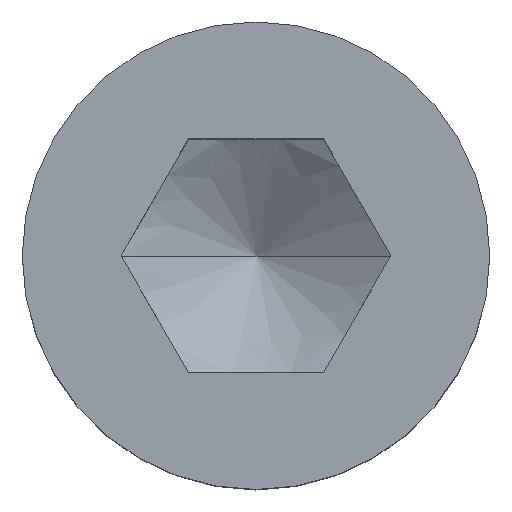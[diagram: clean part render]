
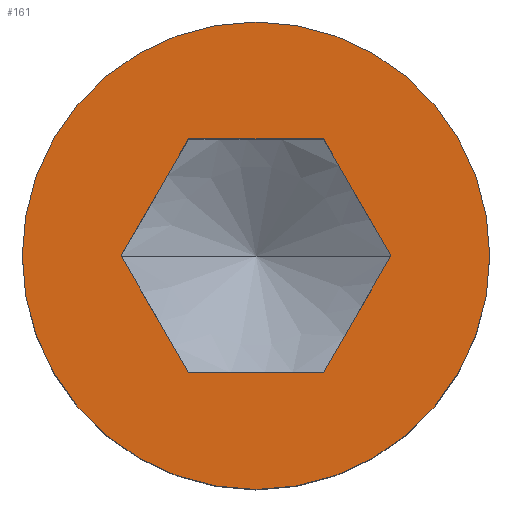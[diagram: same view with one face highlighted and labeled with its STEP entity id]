
A CAD part, top view. The second image highlights one B-rep face of the part: STEP entity #161.
In plain terms, the highlighted planar face has unit normal (0, 0, 1).
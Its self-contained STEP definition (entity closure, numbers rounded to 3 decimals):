
#135=VERTEX_POINT('',#347);
#161=ADVANCED_FACE('',(#377,#378),#379,.T.);
#185=VERTEX_POINT('',#407);
#201=EDGE_CURVE('',#305,#219,#427,.T.);
#203=EDGE_CURVE('',#211,#291,#429,.T.);
#211=VERTEX_POINT('',#437);
#215=EDGE_CURVE('',#219,#255,#442,.T.);
#219=VERTEX_POINT('',#446);
#249=EDGE_CURVE('',#255,#185,#478,.T.);
#255=VERTEX_POINT('',#484);
#277=EDGE_CURVE('',#291,#211,#508,.T.);
#291=VERTEX_POINT('',#523);
#295=VERTEX_POINT('',#527);
#305=VERTEX_POINT('',#539);
#307=EDGE_CURVE('',#295,#305,#541,.T.);
#311=EDGE_CURVE('',#185,#135,#545,.T.);
#315=EDGE_CURVE('',#135,#295,#549,.T.);
#347=CARTESIAN_POINT('',(2.887,-5.0,12.0));
#377=FACE_OUTER_BOUND('',#611,.T.);
#378=FACE_BOUND('',#612,.T.);
#379=PLANE('',#613);
#407=CARTESIAN_POINT('',(5.774,0.0,12.0));
#427=LINE('',#692,#693);
#429=CIRCLE('',#696,10.0);
#437=CARTESIAN_POINT('',(10.0,0.,12.0));
#442=LINE('',#722,#723);
#446=CARTESIAN_POINT('',(-2.887,5.0,12.0));
#478=LINE('',#780,#781);
#484=CARTESIAN_POINT('',(2.887,5.0,12.0));
#508=CIRCLE('',#838,10.0);
#523=CARTESIAN_POINT('',(-10.0,0.0,12.0));
#527=CARTESIAN_POINT('',(-2.887,-5.0,12.0));
#539=CARTESIAN_POINT('',(-5.774,0.0,12.0));
#541=LINE('',#880,#881);
#545=LINE('',#888,#889);
#549=LINE('',#893,#894);
#611=EDGE_LOOP('',(#957,#958));
#612=EDGE_LOOP('',(#959,#960,#961,#962,#963,#964));
#613=AXIS2_PLACEMENT_3D('',#965,#966,#967);
#692=CARTESIAN_POINT('',(-3.608,3.75,12.0));
#693=VECTOR('',#1034,1.0);
#696=AXIS2_PLACEMENT_3D('',#1035,#1036,#1037);
#722=CARTESIAN_POINT('',(1.443,5.0,12.0));
#723=VECTOR('',#1047,1.0);
#780=CARTESIAN_POINT('',(5.052,1.25,12.0));
#781=VECTOR('',#1075,1.0);
#838=AXIS2_PLACEMENT_3D('',#1100,#1101,#1102);
#880=CARTESIAN_POINT('',(-5.052,-1.25,12.0));
#881=VECTOR('',#1135,1.0);
#888=CARTESIAN_POINT('',(3.608,-3.75,12.0));
#889=VECTOR('',#1137,1.0);
#893=CARTESIAN_POINT('',(-1.443,-5.0,12.0));
#894=VECTOR('',#1139,1.0);
#957=ORIENTED_EDGE('',*,*,#277,.T.);
#958=ORIENTED_EDGE('',*,*,#203,.T.);
#959=ORIENTED_EDGE('',*,*,#307,.T.);
#960=ORIENTED_EDGE('',*,*,#201,.T.);
#961=ORIENTED_EDGE('',*,*,#215,.T.);
#962=ORIENTED_EDGE('',*,*,#249,.T.);
#963=ORIENTED_EDGE('',*,*,#311,.T.);
#964=ORIENTED_EDGE('',*,*,#315,.T.);
#965=CARTESIAN_POINT('',(-7.388,0.,12.0));
#966=DIRECTION('',(0.0,0.0,1.0));
#967=DIRECTION('',(-1.0,0.,0.0));
#1034=DIRECTION('',(0.5,0.866,0.0));
#1035=CARTESIAN_POINT('',(0.0,0.0,12.0));
#1036=DIRECTION('',(0.0,0.0,1.0));
#1037=DIRECTION('',(1.0,0.0,0.0));
#1047=DIRECTION('',(1.0,0.0,0.0));
#1075=DIRECTION('',(0.5,-0.866,0.0));
#1100=CARTESIAN_POINT('',(0.0,0.0,12.0));
#1101=DIRECTION('',(0.0,0.0,1.0));
#1102=DIRECTION('',(1.0,0.0,0.0));
#1135=DIRECTION('',(-0.5,0.866,0.0));
#1137=DIRECTION('',(-0.5,-0.866,0.0));
#1139=DIRECTION('',(-1.0,0.0,0.0));
